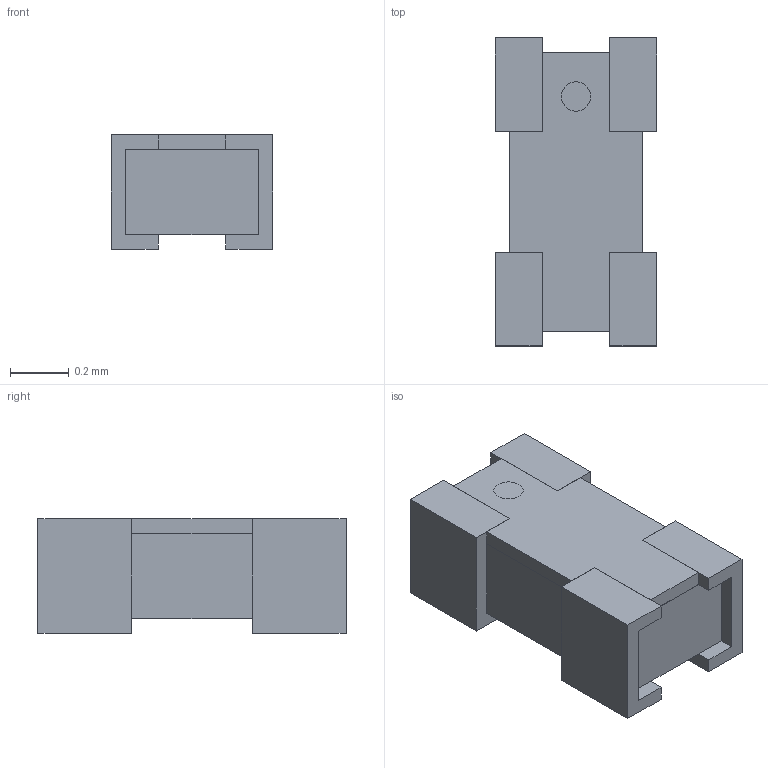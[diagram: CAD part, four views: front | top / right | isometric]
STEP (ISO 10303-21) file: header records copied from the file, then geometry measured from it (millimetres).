
FILE_DESCRIPTION(/* description */ (''),/* implementation_level */ '2;1');
FILE_NAME(/* name */ 'SUMUSU_PAT0510S.stp',/* time_stamp */ '2017-02-07T17:02:37+01:00',/* author */ ('jchouvet'),/* organization */ (''),/* preprocessor_version */ 'ST-DEVELOPER v16.1',/* originating_system */ 'AutoCAD Mechanical',/* authorisation */ '');
FILE_SCHEMA (('AUTOMOTIVE_DESIGN { 1 0 10303 214 3 1 1 }'));
Length unit declared in the file: millimetre
Products named in the file (1): Product
Bounding box: 0.55 x 1.05 x 0.39 mm (x, y, z)
Volume: 0.2 mm3; surface area: 4.4 mm2
Topology: 7 solids, 7 shells, 64 faces, 150 edges, 100 vertices
Faces by surface type: plane 62, cylinder 2
Full cylindrical faces by diameter (mm): 0.1 x2
Entity records: 1832 total; most frequent: CARTESIAN_POINT 313, ORIENTED_EDGE 296, DIRECTION 282, EDGE_CURVE 148, LINE 144, VECTOR 144, VERTEX_POINT 100, AXIS2_PLACEMENT_3D 69
